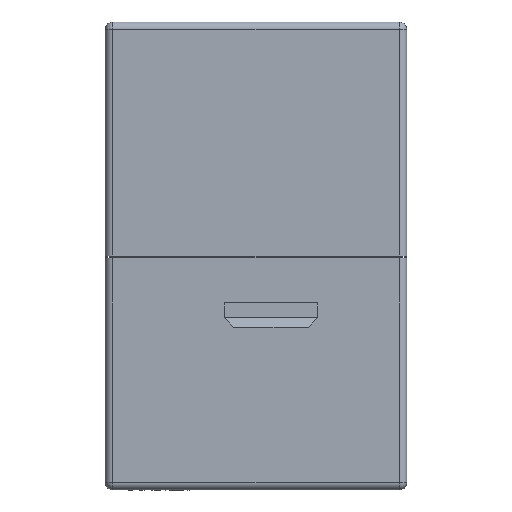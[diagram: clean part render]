
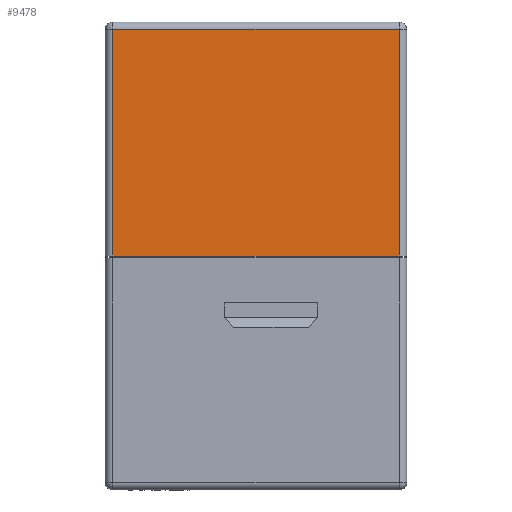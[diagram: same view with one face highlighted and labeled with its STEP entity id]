
A CAD part, left-side view. The second image highlights one B-rep face of the part: STEP entity #9478.
In plain terms, the highlighted planar face has unit normal (-1, 0, 0).
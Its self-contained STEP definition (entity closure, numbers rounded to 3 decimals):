
#272 = ORIENTED_EDGE ( 'NONE', *, *, #9053, .T. ) ;
#456 = CARTESIAN_POINT ( 'NONE',  ( -7.3, -8.05, 12.5 ) ) ;
#457 = DIRECTION ( 'NONE',  ( 0., 0., 1. ) ) ;
#948 = LINE ( 'NONE', #4209, #7592 ) ;
#1333 = LINE ( 'NONE', #9227, #14139 ) ;
#1528 = DIRECTION ( 'NONE',  ( 0., 1., 0. ) ) ;
#2279 = EDGE_CURVE ( 'NONE', #11411, #11422, #948, .T. ) ;
#2546 = VERTEX_POINT ( 'NONE', #12437 ) ;
#2571 = CARTESIAN_POINT ( 'NONE',  ( -7.3, 7.65, 12.1 ) ) ;
#3911 = ORIENTED_EDGE ( 'NONE', *, *, #2279, .T. ) ;
#4209 = CARTESIAN_POINT ( 'NONE',  ( -7.3, -7.65, 0. ) ) ;
#4250 = DIRECTION ( 'NONE',  ( 0., 0., -1. ) ) ;
#4425 = CARTESIAN_POINT ( 'NONE',  ( -7.3, -7.65, 0. ) ) ;
#6038 = LINE ( 'NONE', #8981, #6428 ) ;
#6315 = EDGE_LOOP ( 'NONE', ( #8559, #3911, #13462, #272 ) ) ;
#6428 = VECTOR ( 'NONE', #1528, 1000. ) ;
#6871 = DIRECTION ( 'NONE',  ( 0., -1., 0. ) ) ;
#7592 = VECTOR ( 'NONE', #6871, 1000. ) ;
#7934 = PLANE ( 'NONE',  #9610 ) ;
#7937 = CARTESIAN_POINT ( 'NONE',  ( -7.3, -7.65, 12.5 ) ) ;
#8199 = LINE ( 'NONE', #7937, #14749 ) ;
#8220 = EDGE_CURVE ( 'NONE', #14049, #11411, #1333, .T. ) ;
#8559 = ORIENTED_EDGE ( 'NONE', *, *, #8220, .T. ) ;
#8981 = CARTESIAN_POINT ( 'NONE',  ( -7.3, 8.05, 12.1 ) ) ;
#9053 = EDGE_CURVE ( 'NONE', #2546, #14049, #6038, .T. ) ;
#9227 = CARTESIAN_POINT ( 'NONE',  ( -7.3, 7.65, 12.5 ) ) ;
#9478 = ADVANCED_FACE ( 'NONE', ( #14874 ), #7934, .F. ) ;
#9610 = AXIS2_PLACEMENT_3D ( 'NONE', #456, #11637, #4250 ) ;
#10467 = DIRECTION ( 'NONE',  ( 0., 0., -1. ) ) ;
#10581 = CARTESIAN_POINT ( 'NONE',  ( -7.3, 7.65, 0. ) ) ;
#11411 = VERTEX_POINT ( 'NONE', #10581 ) ;
#11422 = VERTEX_POINT ( 'NONE', #4425 ) ;
#11637 = DIRECTION ( 'NONE',  ( 1., 0., 0. ) ) ;
#12437 = CARTESIAN_POINT ( 'NONE',  ( -7.3, -7.65, 12.1 ) ) ;
#13271 = EDGE_CURVE ( 'NONE', #11422, #2546, #8199, .T. ) ;
#13462 = ORIENTED_EDGE ( 'NONE', *, *, #13271, .T. ) ;
#14049 = VERTEX_POINT ( 'NONE', #2571 ) ;
#14139 = VECTOR ( 'NONE', #10467, 1000. ) ;
#14749 = VECTOR ( 'NONE', #457, 1000. ) ;
#14874 = FACE_OUTER_BOUND ( 'NONE', #6315, .T. ) ;
